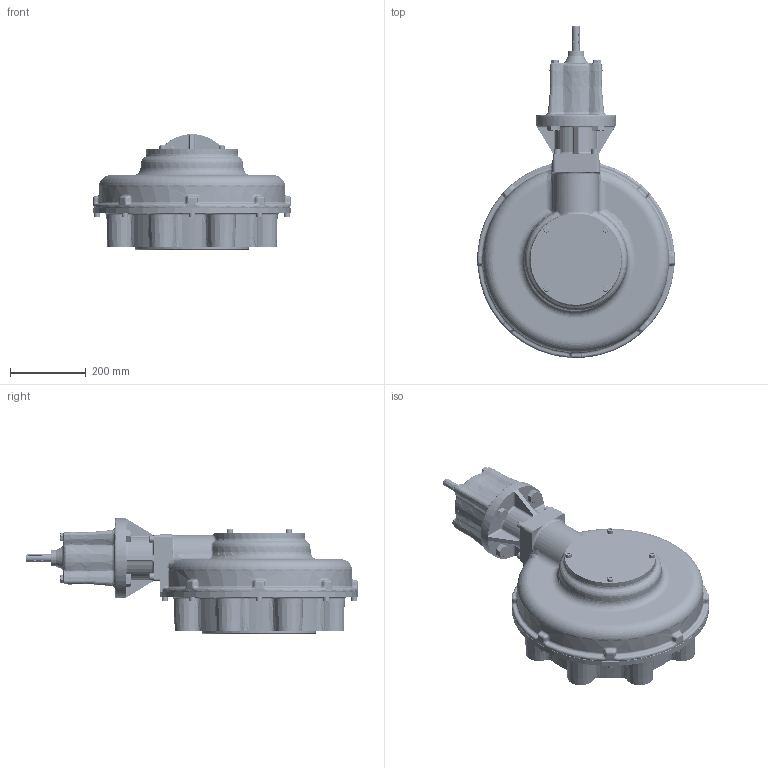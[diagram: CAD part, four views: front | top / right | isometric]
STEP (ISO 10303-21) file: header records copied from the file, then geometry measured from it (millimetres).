
FILE_DESCRIPTION(/* description */ ('Unknown'),/* implementation_level */ '2;1');
FILE_NAME(/* name */ 'PUB-HOB13MPR19-153.6-MAN-F40_SOLID_A-1',/* time_stamp */ '2019-10-22T12:41:52+01:00',/* author */ ('Unknown'),/* organization */ ('Unknown'),/* preprocessor_version */ 'ST-DEVELOPER v16.7',/* originating_system */ 'DEX',/* authorisation */ $);
FILE_SCHEMA (('AUTOMOTIVE_DESIGN {1 0 10303 214 3 1 1}'));
Products named in the file (1): PUB-HOB13MPR19-153.6-MAN-F40_SOLID_A-1
Bounding box: 520 x 873.98 x 304.42 mm (x, y, z)
Volume: 31830254.4 mm3; surface area: 2768538.3 mm2
Topology: 4 solids, 4 shells, 8632 faces, 24864 edges, 15630 vertices
Faces by surface type: plane 4011, cylinder 2986, bspline 587, cone 561, torus 401, sphere 86
Full cylindrical faces by diameter (mm): 2.5 x2, 3.18 x1, 5 x142, 6 x2, 15 x3, 16 x12, 17 x3, 18 x4, 20 x4, 22.098 x1, 23 x2, 26 x10, 30 x2, 31.67 x16, 36 x1, 42 x1, 50 x1, 57.15 x1, 60 x1, 62.5 x4, 78.1 x4, 90 x3, 94 x1, 100 x1, 102 x1, 105 x1, 125 x1, 128 x1, 155 x1, 159.64 x2
Entity records: 304937 total; most frequent: CARTESIAN_POINT 83749, ORIENTED_EDGE 47988, DIRECTION 45550, EDGE_CURVE 23994, AXIS2_PLACEMENT_3D 17924, VERTEX_POINT 15390, FACE_BOUND 9800, EDGE_LOOP 9789
